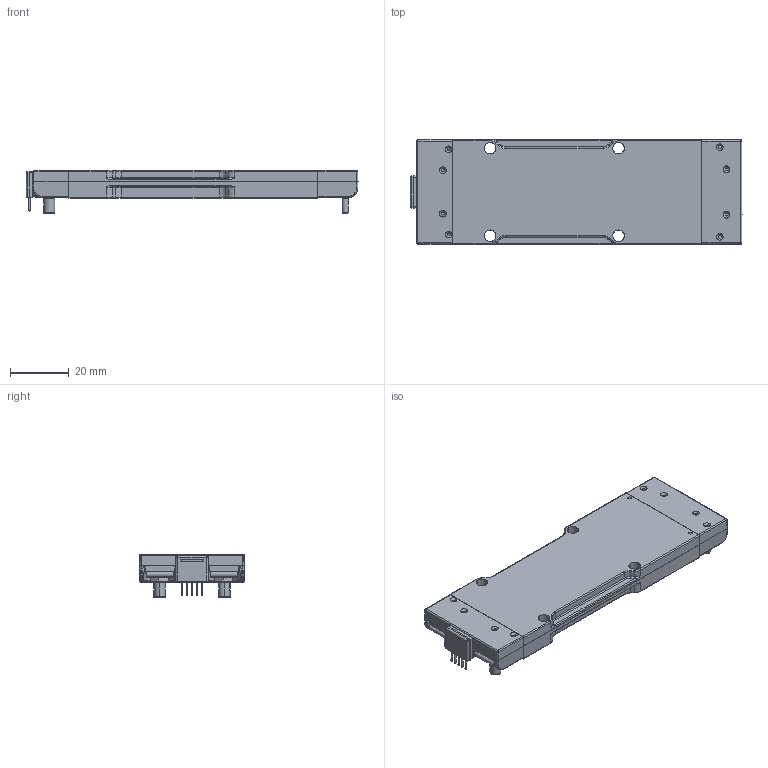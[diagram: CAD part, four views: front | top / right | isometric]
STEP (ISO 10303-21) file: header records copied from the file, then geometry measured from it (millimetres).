
FILE_DESCRIPTION (( 'STEP AP214' ), '1' );
FILE_NAME ('4414 BCM UHV PCB MNT W COMM LONG PIN.STEP', '2021-08-19T14:16:30', ( '' ), ( '' ), 'SwSTEP 2.0', 'SolidWorks 2017', '' );
FILE_SCHEMA (( 'AUTOMOTIVE_DESIGN' ));
Length unit declared in the file: inch
Products named in the file (1): 4414 BCM UHV PCB MNT W COMM LONG PIN
Bounding box: 112.76 x 35.54 x 14.65 mm (x, y, z)
Volume: 35624.1 mm3; surface area: 24496.7 mm2
Topology: 33 solids, 34 shells, 1453 faces, 3804 edges, 2465 vertices
Faces by surface type: plane 620, cylinder 497, cone 188, bspline 148
Entity records: 82148 total; most frequent: CARTESIAN_POINT 36859, ORIENTED_EDGE 7608, DIRECTION 6605, EDGE_CURVE 3804, VERTEX_POINT 2465, AXIS2_PLACEMENT_3D 2295, LINE 2015, VECTOR 2015
